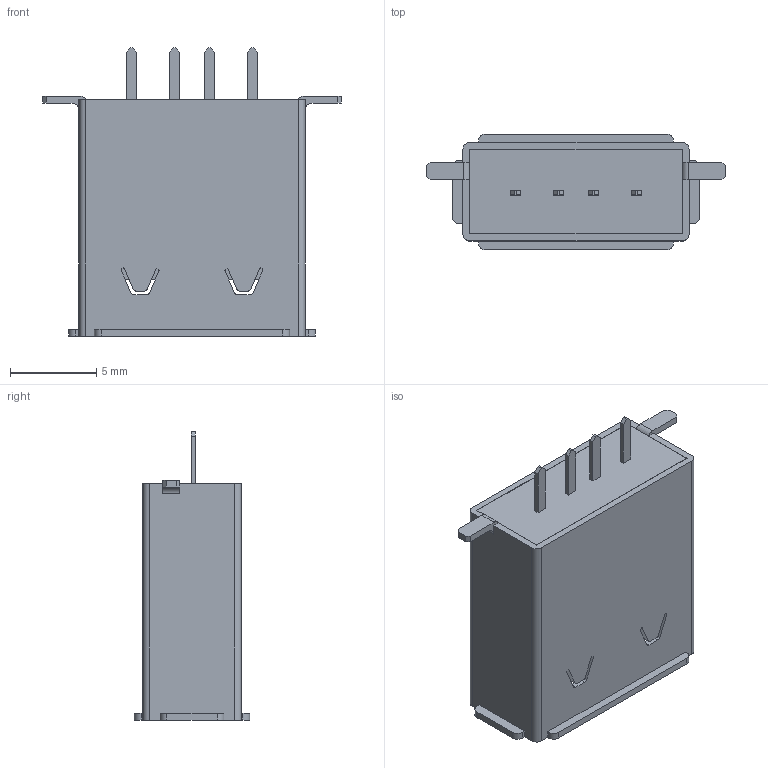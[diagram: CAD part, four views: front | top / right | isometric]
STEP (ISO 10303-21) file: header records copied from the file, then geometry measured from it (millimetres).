
FILE_DESCRIPTION (( 'STEP AP214' ), '1' );
FILE_NAME ('BOOMELE(Boom Precision Elec) C32896.STEP', '2021-11-02T13:06:20', ( '' ), ( '' ), 'SwSTEP 2.0', 'SolidWorks 2020', '' );
FILE_SCHEMA (( 'AUTOMOTIVE_DESIGN' ));
Length unit declared in the file: millimetre
Products named in the file (1): BOOMELE(Boom Precision Elec) C32896
Bounding box: 17.3 x 6.7 x 16.7 mm (x, y, z)
Volume: 370.9 mm3; surface area: 1433.3 mm2
Topology: 1 solids, 1 shells, 188 faces, 540 edges, 360 vertices
Faces by surface type: plane 128, cylinder 60
Entity records: 6781 total; most frequent: CARTESIAN_POINT 1089, ORIENTED_EDGE 1080, DIRECTION 1042, EDGE_CURVE 540, LINE 416, VECTOR 416, VERTEX_POINT 360, AXIS2_PLACEMENT_3D 313
